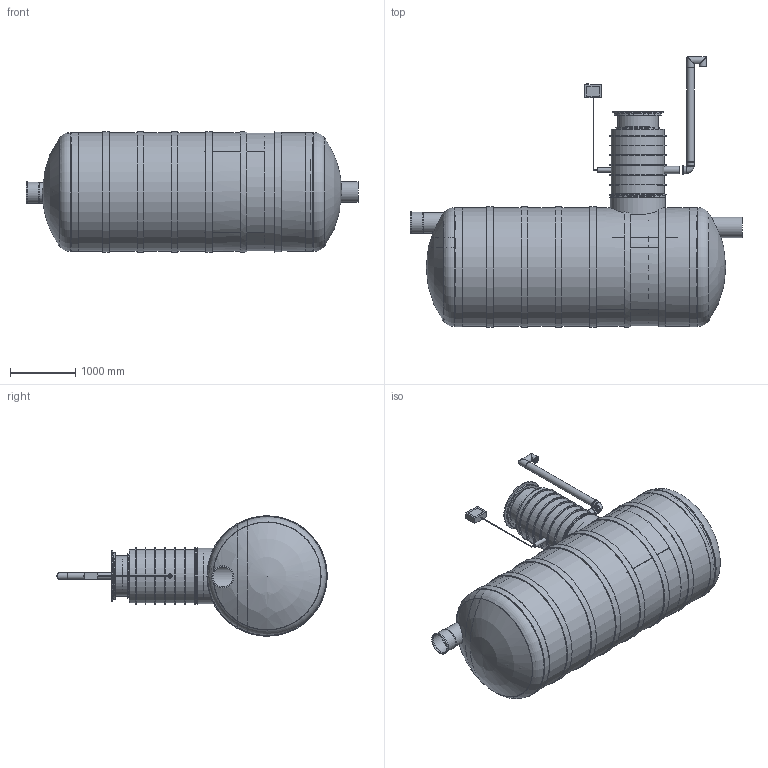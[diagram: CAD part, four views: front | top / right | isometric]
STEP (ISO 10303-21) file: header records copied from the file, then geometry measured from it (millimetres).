
FILE_DESCRIPTION(/* description */ ('Unknown'),/* implementation_level */ '2;1');
FILE_NAME(/* name */ 'EQ 1.klassi õlieraldaja NS50 ilma liivata',/* time_stamp */ '2023-04-13T13:28:28+03:00',/* author */ ('Unknown'),/* organization */ ('Unknown'),/* preprocessor_version */ 'ST-DEVELOPER v18.1',/* originating_system */ 'Solid Edge',/* authorisation */ 'Unknown');
FILE_SCHEMA (('AUTOMOTIVE_DESIGN {1 0 10303 214 3 1 1}'));
Length unit declared in the file: millimetre
Products named in the file (44): EQ 1.klassi eraldaja NS50 ilma liivata; 1.klass NS50 ilma liivata kestakoost 15.03.23; silinder D1800 NS50 ilma liivata 15.03.23; 2510.102_ots1; 2510.103_ots2; PVC_polv_315; 2510.107_sisend D315; 19244.110_valjund toru D315; 2648.111_valjundile toru D315; PVC Kaksikmuhv d315; 2648.200; 2648.201 vahesein2; Raam kahele filtriplokile 2631.000_var2; 2631.001_var2; 2631.002_var2; Polt_M6x20HK; Mutter M6 a2_NY; Filter HD Q-PAC; 2648.202; 2648.203; 2648.204; 2648.205; 2648.206; D800 KP silinder 9.12.19; olimaht NS50 ilma liivata 15.03.23; PE_vent_malm_L=1500; PVC_polv_110; PE venttoru DN100 L=1500; Rotoventiots; RoundTubing 110x6.6_oa_0; RoundTubing 63x4.7_oa_1; Ujuk_oa_2; Ujuk_oa_3; Ujuk_oa_4; RoundTubing 25x2.3_oa_5; elektrikarp loikefotole; Malmluuk_D600_(Ginmika); Malmluugi_korpus_D600_(Ginmika); Malmluugi_kaan_D600_(Ginmika); 2703.001 ...
Assembly tree (60 placements, depth 5):
  EQ 1.klassi eraldaja NS50 ilma liivata
    1.klass NS50 ilma liivata kestakoost 15.03.23
      silinder D1800 NS50 ilma liivata 15.03.23
      2510.102_ots1
      2510.103_ots2
      PVC_polv_315  x2
      2510.107_sisend D315
      19244.110_valjund toru D315
      2648.111_valjundile toru D315
      PVC Kaksikmuhv d315
      2648.200
        2648.201 vahesein2
        Raam kahele filtriplokile 2631.000_var2  x12
          2631.001_var2
          2631.002_var2
          Polt_M6x20HK
          Mutter M6 a2_NY
          Filter HD Q-PAC
        2648.202
        2648.203
        2648.204  x2
        2648.205  x2
        2648.206
      D800 KP silinder 9.12.19
    olimaht NS50 ilma liivata 15.03.23
    PE_vent_malm_L=1500
      PVC_polv_110
      PE venttoru DN100 L=1500
      Rotoventiots
    RoundTubing 110x6.6_oa_0
    RoundTubing 63x4.7_oa_1
    Ujuk_oa_2
    Ujuk_oa_3
    Ujuk_oa_4
    RoundTubing 25x2.3_oa_5
    elektrikarp loikefotole
    Malmluuk_D600_(Ginmika)
      Malmluugi_korpus_D600_(Ginmika)
      Malmluugi_kaan_D600_(Ginmika)
    2703.001
    2697.001 tihend teeninduskaevule 670_var2
    D800 uus rotost teeninduskaev_lisaga 39580
    Tihend teeninduskaevule 800
    efektiivne maht NS50 ilma liivata
Bounding box: 5100 x 4152.97 x 1847 mm (x, y, z)
Volume: 9984159374.1 mm3; surface area: 162545932.5 mm2
Topology: 134 solids, 134 shells, 2387 faces, 5434 edges, 3376 vertices
Faces by surface type: plane 1725, cylinder 573, cone 41, torus 31, sphere 9, bspline 8
Full cylindrical faces by diameter (mm): 4.917 x24, 6 x25, 7 x48, 8 x36, 8.5 x3, 10 x67, 20 x1, 20.4 x1, 25 x1, 53.6 x1, 63 x1, 96.8 x1, 100 x2, 103.2 x3, 105 x1, 110 x9, 120 x2, 130 x2, 299 x1, 302.6 x2, 303 x1, 305 x5, 315 x15, 324 x1, 325 x2, 330 x1, 335 x2, 340 x1, 361 x2, 595 x1
Entity records: 15881 total; most frequent: CARTESIAN_POINT 3327, DIRECTION 2520, ORIENTED_EDGE 1792, AXIS2_PLACEMENT_3D 1045, EDGE_LOOP 936, FACE_BOUND 936, EDGE_CURVE 896, VERTEX_POINT 684
